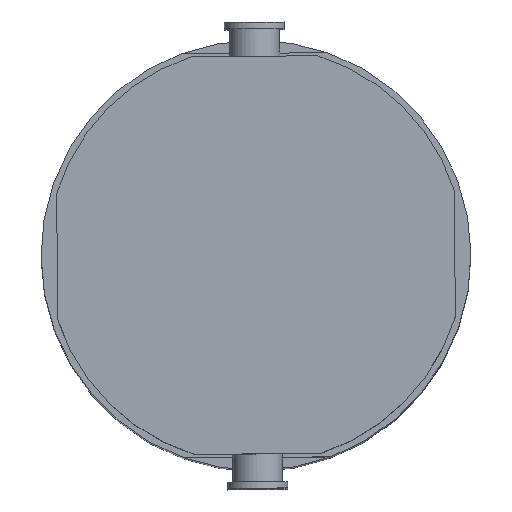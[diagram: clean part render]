
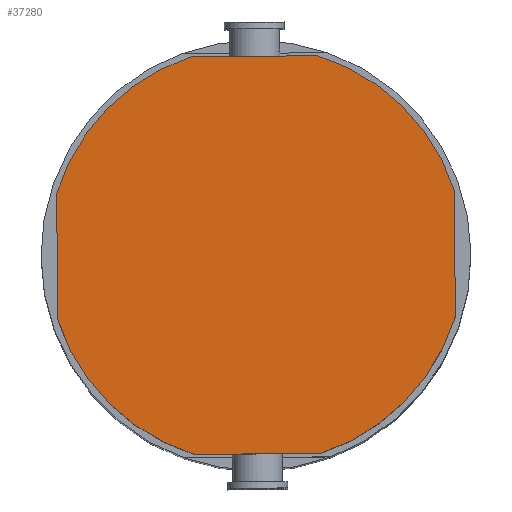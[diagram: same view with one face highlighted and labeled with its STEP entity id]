
A CAD part, top view. The second image highlights one B-rep face of the part: STEP entity #37280.
In plain terms, the highlighted face is planar.
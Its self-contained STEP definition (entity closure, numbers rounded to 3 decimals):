
#317=LINE('',#51373,#5441);
#321=LINE('',#51382,#5445);
#325=LINE('',#51391,#5449);
#332=LINE('',#51416,#5456);
#5441=VECTOR('',#41679,676.7);
#5445=VECTOR('',#41685,676.7);
#5449=VECTOR('',#41691,676.7);
#5456=VECTOR('',#41722,676.7);
#11200=FACE_OUTER_BOUND('',#13107,.T.);
#13107=EDGE_LOOP('',(#24726,#24727,#24728,#24729,#24730,#24731,#24732,#24733));
#15415=CIRCLE('',#39227,1116.555);
#15416=CIRCLE('',#39229,1116.555);
#15417=CIRCLE('',#39231,1116.555);
#15418=CIRCLE('',#39234,1116.555);
#15790=VERTEX_POINT('',#51371);
#15791=VERTEX_POINT('',#51372);
#15794=VERTEX_POINT('',#51380);
#15795=VERTEX_POINT('',#51381);
#15798=VERTEX_POINT('',#51389);
#15799=VERTEX_POINT('',#51390);
#15804=VERTEX_POINT('',#51406);
#15805=VERTEX_POINT('',#51410);
#19113=EDGE_CURVE('',#15790,#15791,#317,.T.);
#19117=EDGE_CURVE('',#15794,#15795,#321,.T.);
#19121=EDGE_CURVE('',#15798,#15799,#325,.T.);
#19130=EDGE_CURVE('',#15804,#15790,#15415,.T.);
#19133=EDGE_CURVE('',#15799,#15805,#15416,.T.);
#19134=EDGE_CURVE('',#15795,#15798,#15417,.T.);
#19135=EDGE_CURVE('',#15805,#15804,#332,.T.);
#19136=EDGE_CURVE('',#15791,#15794,#15418,.T.);
#24726=ORIENTED_EDGE('',*,*,#19113,.T.);
#24727=ORIENTED_EDGE('',*,*,#19136,.T.);
#24728=ORIENTED_EDGE('',*,*,#19117,.T.);
#24729=ORIENTED_EDGE('',*,*,#19134,.T.);
#24730=ORIENTED_EDGE('',*,*,#19121,.T.);
#24731=ORIENTED_EDGE('',*,*,#19133,.T.);
#24732=ORIENTED_EDGE('',*,*,#19135,.T.);
#24733=ORIENTED_EDGE('',*,*,#19130,.T.);
#35491=PLANE('',#39233);
#37280=ADVANCED_FACE('',(#11200),#35491,.F.);
#39227=AXIS2_PLACEMENT_3D('',#51407,#41708,#41709);
#39229=AXIS2_PLACEMENT_3D('',#51412,#41714,#41715);
#39231=AXIS2_PLACEMENT_3D('',#51414,#41718,#41719);
#39233=AXIS2_PLACEMENT_3D('',#51417,#41723,#41724);
#39234=AXIS2_PLACEMENT_3D('',#51418,#41725,#41726);
#41679=DIRECTION('',(1.,0.,0.));
#41685=DIRECTION('',(0.,-1.,0.));
#41691=DIRECTION('',(-1.,0.,0.));
#41708=DIRECTION('center_axis',(0.,0.,-1.));
#41709=DIRECTION('ref_axis',(-1.,0.,0.));
#41714=DIRECTION('center_axis',(0.,0.,-1.));
#41715=DIRECTION('ref_axis',(-1.,0.,0.));
#41718=DIRECTION('center_axis',(0.,0.,-1.));
#41719=DIRECTION('ref_axis',(-1.,0.,0.));
#41722=DIRECTION('',(0.,1.,0.));
#41723=DIRECTION('center_axis',(0.,0.,1.));
#41724=DIRECTION('ref_axis',(1.,0.,0.));
#41725=DIRECTION('center_axis',(0.,0.,-1.));
#41726=DIRECTION('ref_axis',(-1.,0.,0.));
#51371=CARTESIAN_POINT('',(-338.35,1064.056,-25.068));
#51372=CARTESIAN_POINT('',(338.35,1064.056,-25.068));
#51373=CARTESIAN_POINT('',(169.175,1064.056,-25.068));
#51380=CARTESIAN_POINT('',(1064.056,338.35,-25.068));
#51381=CARTESIAN_POINT('',(1064.056,-338.35,-25.068));
#51382=CARTESIAN_POINT('',(1064.056,-169.175,-25.068));
#51389=CARTESIAN_POINT('',(338.35,-1064.056,-25.068));
#51390=CARTESIAN_POINT('',(-338.35,-1064.056,-25.068));
#51391=CARTESIAN_POINT('',(-169.175,-1064.056,-25.068));
#51406=CARTESIAN_POINT('',(-1064.056,338.35,-25.068));
#51407=CARTESIAN_POINT('Origin',(0.,0.,
-25.068));
#51410=CARTESIAN_POINT('',(-1064.056,-338.35,-25.068));
#51412=CARTESIAN_POINT('Origin',(0.,0.,
-25.068));
#51414=CARTESIAN_POINT('Origin',(0.,0.,
-25.068));
#51416=CARTESIAN_POINT('',(-1064.056,169.175,-25.068));
#51417=CARTESIAN_POINT('Origin',(0.,0.,
-25.068));
#51418=CARTESIAN_POINT('Origin',(0.,0.,
-25.068));
